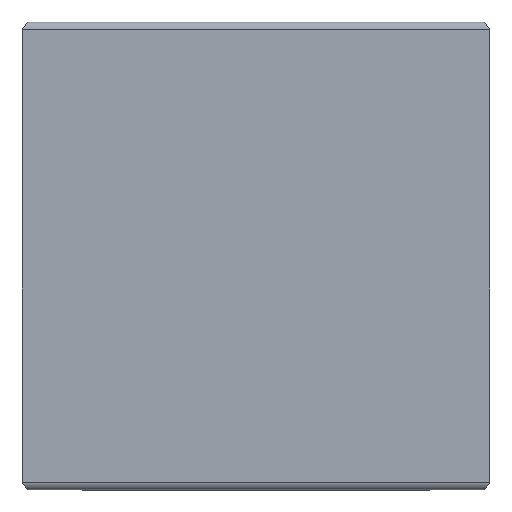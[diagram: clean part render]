
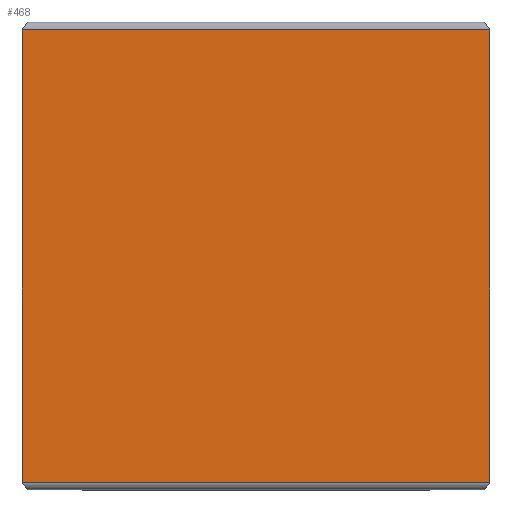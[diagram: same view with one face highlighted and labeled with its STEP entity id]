
A CAD part, top view. The second image highlights one B-rep face of the part: STEP entity #468.
In plain terms, the highlighted planar face has unit normal (0, 0, 1).
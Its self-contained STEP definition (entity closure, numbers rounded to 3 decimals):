
#1=DIRECTION('',(0.,-1.,0.));
#2=VECTOR('',#1,300.);
#3=CARTESIAN_POINT('',(-155.,150.,5.));
#4=LINE('',#3,#2);
#5=DIRECTION('',(0.,1.,0.));
#6=VECTOR('',#5,300.);
#7=CARTESIAN_POINT('',(155.,-150.,5.));
#8=LINE('',#7,#6);
#318=DIRECTION('',(-1.,0.,0.));
#319=VECTOR('',#318,310.);
#320=CARTESIAN_POINT('',(155.,-150.,5.));
#321=LINE('',#320,#319);
#344=DIRECTION('',(1.,0.,0.));
#345=VECTOR('',#344,310.);
#346=CARTESIAN_POINT('',(-155.,150.,5.));
#347=LINE('',#346,#345);
#357=CARTESIAN_POINT('',(-155.,150.,5.));
#358=CARTESIAN_POINT('',(-155.,-150.,5.));
#359=VERTEX_POINT('',#357);
#360=VERTEX_POINT('',#358);
#361=CARTESIAN_POINT('',(155.,-150.,5.));
#362=CARTESIAN_POINT('',(155.,150.,5.));
#363=VERTEX_POINT('',#361);
#364=VERTEX_POINT('',#362);
#453=CARTESIAN_POINT('',(0.,0.,5.));
#454=DIRECTION('',(0.,0.,1.));
#455=DIRECTION('',(1.,0.,0.));
#456=AXIS2_PLACEMENT_3D('',#453,#454,#455);
#457=PLANE('',#456);
#459=ORIENTED_EDGE('',*,*,#458,.F.);
#461=ORIENTED_EDGE('',*,*,#460,.T.);
#463=ORIENTED_EDGE('',*,*,#462,.F.);
#465=ORIENTED_EDGE('',*,*,#464,.T.);
#466=EDGE_LOOP('',(#459,#461,#463,#465));
#467=FACE_OUTER_BOUND('',#466,.F.);
#468=ADVANCED_FACE('',(#467),#457,.T.);
#458=EDGE_CURVE('',#359,#360,#4,.T.);
#460=EDGE_CURVE('',#359,#364,#347,.T.);
#462=EDGE_CURVE('',#363,#364,#8,.T.);
#464=EDGE_CURVE('',#363,#360,#321,.T.);
